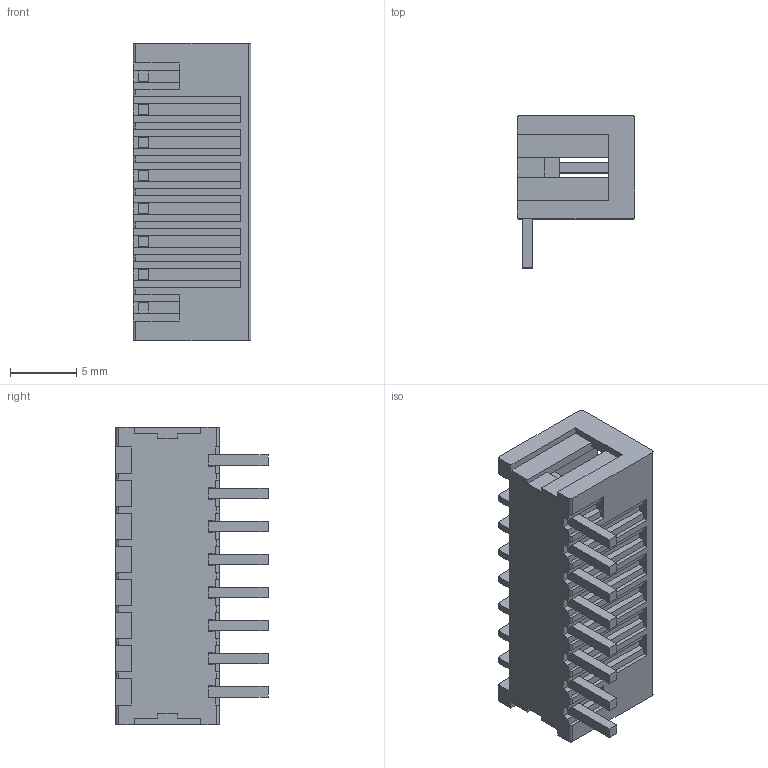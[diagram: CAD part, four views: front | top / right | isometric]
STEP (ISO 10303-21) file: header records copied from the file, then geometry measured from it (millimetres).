
FILE_DESCRIPTION( ( 'STEP AP214' ), '1' );
FILE_NAME( '733-368.stp', '2019-10-07T14:17:01', ( '' ), ( '' ), ' ', 'PARTsolutions', ' ' );
FILE_SCHEMA( ( 'AUTOMOTIVE_DESIGN { 1 0 10303 214 1 1 1 1 }' ) );
Length unit declared in the file: millimetre
Products named in the file (1): _733-368
Bounding box: 8.9 x 11.5 x 22.5 mm (x, y, z)
Volume: 813.7 mm3; surface area: 1802.9 mm2
Topology: 1 solids, 1 shells, 274 faces, 753 edges, 502 vertices
Faces by surface type: plane 254, cylinder 20
Entity records: 10773 total; most frequent: CARTESIAN_POINT 1530, ORIENTED_EDGE 1506, DIRECTION 1343, EDGE_CURVE 753, LINE 713, VECTOR 713, VERTEX_POINT 502, AXIS2_PLACEMENT_3D 315
